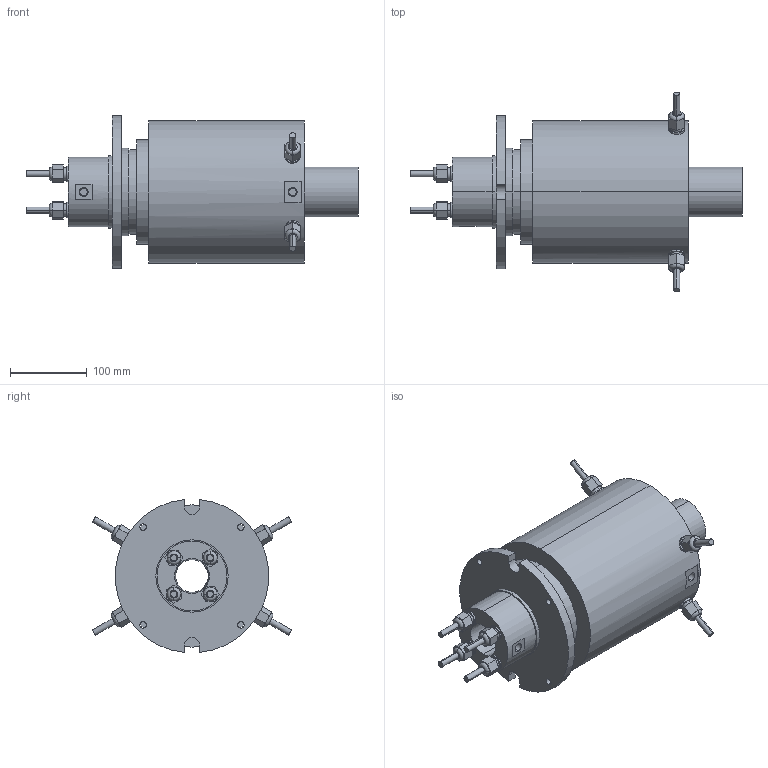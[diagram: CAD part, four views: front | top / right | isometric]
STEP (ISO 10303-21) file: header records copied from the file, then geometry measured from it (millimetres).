
FILE_DESCRIPTION (( 'STEP AP203' ), '1' );
FILE_NAME ('零件1.STEP', '2020-11-04T03:43:03', ( '微软用户' ), ( '微软中国' ), 'SwSTEP 2.0', 'SolidWorks 2014', '' );
FILE_SCHEMA (( 'CONFIG_CONTROL_DESIGN' ));
Length unit declared in the file: millimetre
Products named in the file (1): 錨璃1
Bounding box: 431.9 x 259.3 x 199 mm (x, y, z)
Volume: 6311302.8 mm3; surface area: 340901.7 mm2
Topology: 1 solids, 1 shells, 256 faces, 579 edges, 366 vertices
Faces by surface type: plane 127, cylinder 99, torus 16, cone 14
Entity records: 7754 total; most frequent: CARTESIAN_POINT 1726, DIRECTION 1331, ORIENTED_EDGE 1142, EDGE_CURVE 571, AXIS2_PLACEMENT_3D 515, VERTEX_POINT 366, EDGE_LOOP 319, VECTOR 301
